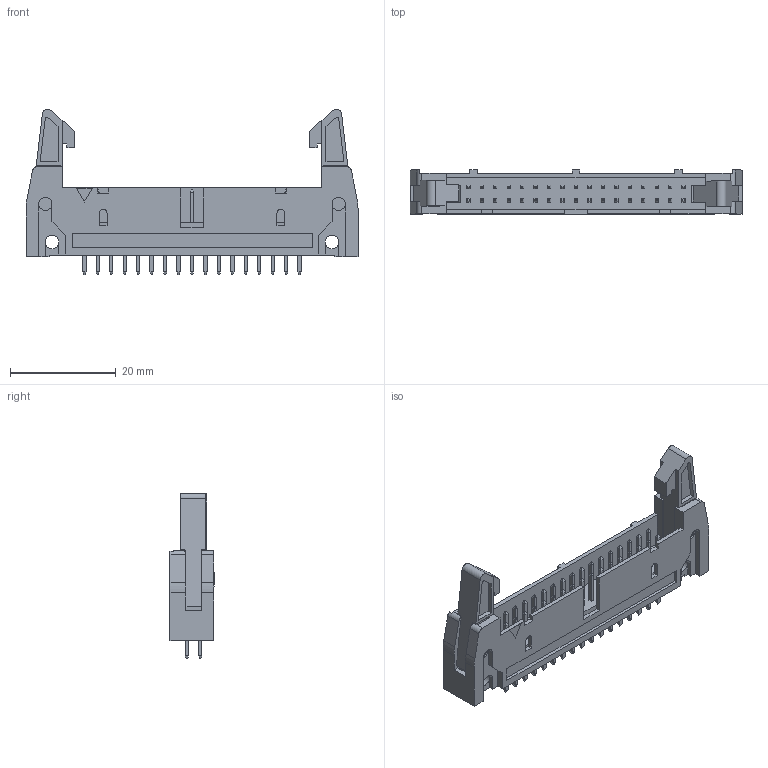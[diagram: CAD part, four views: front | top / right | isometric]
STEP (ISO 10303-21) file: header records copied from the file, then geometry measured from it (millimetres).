
FILE_DESCRIPTION(/* description */ ('Unknown'),/* implementation_level */ '2;1');
FILE_NAME(/* name */ '61203422821',/* time_stamp */ '2016-01-06T13:49:44+01:00',/* author */ ('Unknown'),/* organization */ ('Unknown'),/* preprocessor_version */ 'ST-DEVELOPER v16',/* originating_system */ 'DEX',/* authorisation */ $);
FILE_SCHEMA (('AUTOMOTIVE_DESIGN {1 0 10303 214 3 1 1}'));
Length unit declared in the file: millimetre
Products named in the file (4): 6120xx22821; 34; 6120xx22x21_LEVIER_LONG; 6120xx21621_PIN
Assembly tree (37 placements, depth 2):
  6120xx22821
    34
    6120xx22x21_LEVIER_LONG  x2
    6120xx21621_PIN  x34
Bounding box: 62.68 x 8.31 x 31.19 mm (x, y, z)
Volume: 4201.5 mm3; surface area: 7429.8 mm2
Topology: 37 solids, 37 shells, 855 faces, 2150 edges, 1337 vertices
Faces by surface type: plane 821, cylinder 34
Full cylindrical faces by diameter (mm): 2.5 x16
Entity records: 12556 total; most frequent: CARTESIAN_POINT 2222, ORIENTED_EDGE 2204, DIRECTION 1942, EDGE_CURVE 1102, LINE 1034, VECTOR 1034, VERTEX_POINT 734, AXIS2_PLACEMENT_3D 454
